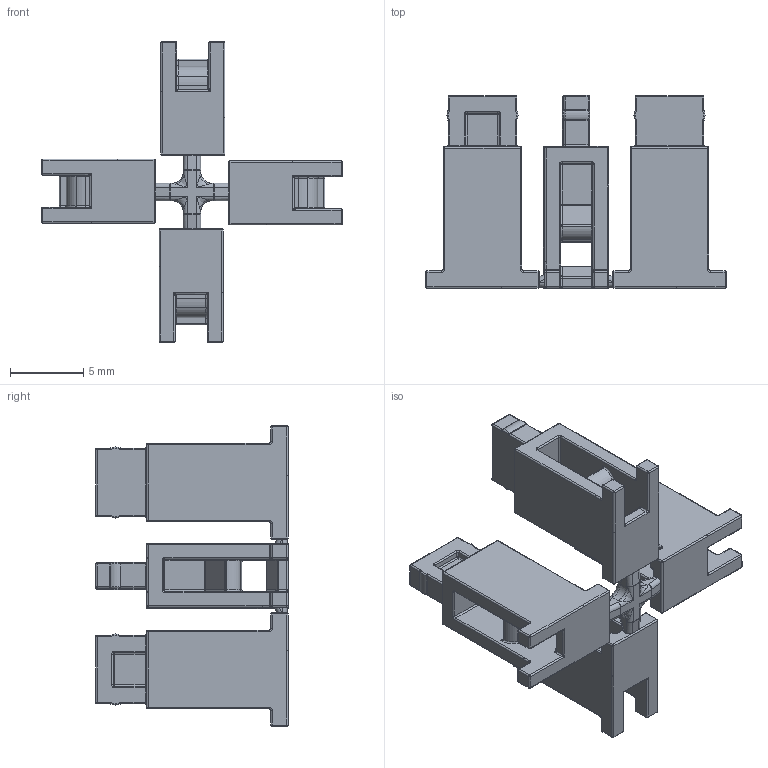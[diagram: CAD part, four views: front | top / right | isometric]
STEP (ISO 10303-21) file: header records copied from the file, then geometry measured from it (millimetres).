
FILE_DESCRIPTION (( 'STEP AP214' ), '1' );
FILE_NAME ('Viktus_Topre_Mount_Stab_Inserts.STEP', '2024-02-12T04:12:49', ( '' ), ( '' ), 'SwSTEP 2.0', 'SolidWorks 2019', '' );
FILE_SCHEMA (( 'AUTOMOTIVE_DESIGN' ));
Length unit declared in the file: millimetre
Products named in the file (1): Viktus_Topre_Mount_Stab_Inserts
Bounding box: 20.6 x 13.2 x 20.6 mm (x, y, z)
Volume: 777.2 mm3; surface area: 1575.1 mm2
Topology: 1 solids, 1 shells, 1086 faces, 2564 edges, 1316 vertices
Faces by surface type: cylinder 540, torus 176, plane 170, sphere 152, bspline 48
Entity records: 30662 total; most frequent: CARTESIAN_POINT 6691, DIRECTION 5514, ORIENTED_EDGE 4808, EDGE_CURVE 2404, AXIS2_PLACEMENT_3D 2223, VERTEX_POINT 1316, CIRCLE 1184, EDGE_LOOP 1090
